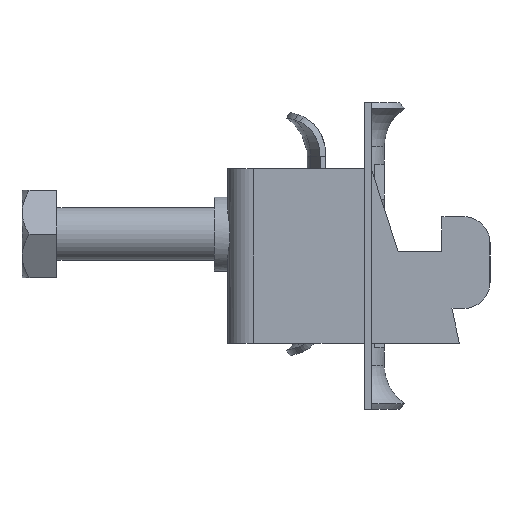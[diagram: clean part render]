
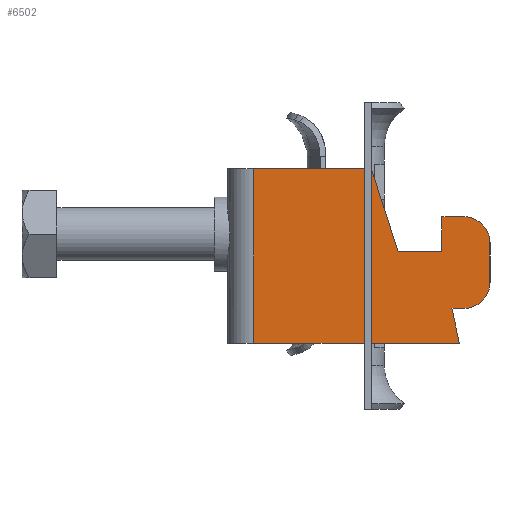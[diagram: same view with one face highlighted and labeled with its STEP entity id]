
A CAD part, left-side view. The second image highlights one B-rep face of the part: STEP entity #6502.
In plain terms, the highlighted planar face has unit normal (-1, 0, 0).
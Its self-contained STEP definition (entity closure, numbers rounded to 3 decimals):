
#13 = EDGE_CURVE ( 'NONE', #3480, #2990, #3789, .T. ) ;
#74 = CARTESIAN_POINT ( 'NONE',  ( -6., -24.5, 4.5 ) ) ;
#238 = CARTESIAN_POINT ( 'NONE',  ( -6., -24.5, 0.5 ) ) ;
#292 = LINE ( 'NONE', #4778, #5117 ) ;
#298 = EDGE_CURVE ( 'NONE', #5083, #2990, #4135, .T. ) ;
#325 = PLANE ( 'NONE',  #3225 ) ;
#329 = DIRECTION ( 'NONE',  ( 0., 0., 1. ) ) ;
#331 = DIRECTION ( 'NONE',  ( 0., 0.309, 0.951 ) ) ;
#358 = VERTEX_POINT ( 'NONE', #5270 ) ;
#368 = EDGE_CURVE ( 'NONE', #5480, #2659, #4293, .T. ) ;
#371 = ORIENTED_EDGE ( 'NONE', *, *, #298, .F. ) ;
#383 = CARTESIAN_POINT ( 'NONE',  ( -6., -27., 4.5 ) ) ;
#402 = VECTOR ( 'NONE', #5776, 1000. ) ;
#477 = CARTESIAN_POINT ( 'NONE',  ( -6., -25.65, -6. ) ) ;
#519 = ORIENTED_EDGE ( 'NONE', *, *, #3256, .T. ) ;
#656 = CARTESIAN_POINT ( 'NONE',  ( -6., 0., -10. ) ) ;
#688 = ORIENTED_EDGE ( 'NONE', *, *, #907, .T. ) ;
#737 = VECTOR ( 'NONE', #1184, 1000. ) ;
#833 = ORIENTED_EDGE ( 'NONE', *, *, #2115, .T. ) ;
#907 = EDGE_CURVE ( 'NONE', #1030, #2469, #3746, .T. ) ;
#960 = ORIENTED_EDGE ( 'NONE', *, *, #13, .T. ) ;
#1030 = VERTEX_POINT ( 'NONE', #383 ) ;
#1184 = DIRECTION ( 'NONE',  ( 0., 1., 0. ) ) ;
#1299 = VERTEX_POINT ( 'NONE', #4198 ) ;
#1311 = CIRCLE ( 'NONE', #1832, 3. ) ;
#1626 = ORIENTED_EDGE ( 'NONE', *, *, #2970, .T. ) ;
#1727 = VECTOR ( 'NONE', #331, 1000. ) ;
#1748 = ORIENTED_EDGE ( 'NONE', *, *, #6161, .T. ) ;
#1832 = AXIS2_PLACEMENT_3D ( 'NONE', #6436, #2840, #3902 ) ;
#1878 = FACE_OUTER_BOUND ( 'NONE', #3814, .T. ) ;
#2115 = EDGE_CURVE ( 'NONE', #2469, #4645, #5145, .T. ) ;
#2151 = LINE ( 'NONE', #656, #4914 ) ;
#2348 = CARTESIAN_POINT ( 'NONE',  ( -6., 0., 10. ) ) ;
#2392 = CARTESIAN_POINT ( 'NONE',  ( -6., -16.413, 10. ) ) ;
#2459 = CARTESIAN_POINT ( 'NONE',  ( -6., -3., 10. ) ) ;
#2469 = VERTEX_POINT ( 'NONE', #74 ) ;
#2567 = EDGE_CURVE ( 'NONE', #358, #1030, #1311, .T. ) ;
#2569 = CIRCLE ( 'NONE', #5850, 3. ) ;
#2594 = CARTESIAN_POINT ( 'NONE',  ( -6., -24.5, 0.5 ) ) ;
#2637 = CARTESIAN_POINT ( 'NONE',  ( -6., -16.413, 10. ) ) ;
#2651 = EDGE_CURVE ( 'NONE', #5083, #5480, #2151, .T. ) ;
#2659 = VERTEX_POINT ( 'NONE', #477 ) ;
#2827 = DIRECTION ( 'NONE',  ( 0., 1., 0. ) ) ;
#2840 = DIRECTION ( 'NONE',  ( -1., 0., 0. ) ) ;
#2848 = CARTESIAN_POINT ( 'NONE',  ( -6., -27., -6. ) ) ;
#2907 = VECTOR ( 'NONE', #4111, 1000. ) ;
#2954 = DIRECTION ( 'NONE',  ( 1., 0., 0. ) ) ;
#2970 = EDGE_CURVE ( 'NONE', #5789, #358, #4820, .T. ) ;
#2990 = VERTEX_POINT ( 'NONE', #2459 ) ;
#3031 = CARTESIAN_POINT ( 'NONE',  ( -6., -19.5, 0.5 ) ) ;
#3071 = ORIENTED_EDGE ( 'NONE', *, *, #2567, .T. ) ;
#3225 = AXIS2_PLACEMENT_3D ( 'NONE', #5924, #2954, #5959 ) ;
#3256 = EDGE_CURVE ( 'NONE', #2659, #4025, #292, .T. ) ;
#3480 = VERTEX_POINT ( 'NONE', #2637 ) ;
#3551 = ORIENTED_EDGE ( 'NONE', *, *, #6355, .T. ) ;
#3645 = DIRECTION ( 'NONE',  ( -1., 0., 0. ) ) ;
#3744 = CARTESIAN_POINT ( 'NONE',  ( -6., -3., 10. ) ) ;
#3746 = LINE ( 'NONE', #6178, #737 ) ;
#3747 = CARTESIAN_POINT ( 'NONE',  ( -6., -27., -3. ) ) ;
#3766 = DIRECTION ( 'NONE',  ( 0., 0.208, 0.978 ) ) ;
#3789 = LINE ( 'NONE', #2348, #5198 ) ;
#3814 = EDGE_LOOP ( 'NONE', ( #519, #4940, #1626, #3071, #688, #833, #3551, #1748, #960, #371, #4191, #6417 ) ) ;
#3902 = DIRECTION ( 'NONE',  ( 0., 1., 0. ) ) ;
#3936 = VECTOR ( 'NONE', #3766, 1000. ) ;
#4025 = VERTEX_POINT ( 'NONE', #2848 ) ;
#4111 = DIRECTION ( 'NONE',  ( 0., 1., 0. ) ) ;
#4135 = LINE ( 'NONE', #3744, #5619 ) ;
#4191 = ORIENTED_EDGE ( 'NONE', *, *, #2651, .T. ) ;
#4198 = CARTESIAN_POINT ( 'NONE',  ( -6., -19.5, 0.5 ) ) ;
#4293 = LINE ( 'NONE', #6300, #3936 ) ;
#4645 = VERTEX_POINT ( 'NONE', #238 ) ;
#4696 = CARTESIAN_POINT ( 'NONE',  ( -6., -3., -10. ) ) ;
#4722 = EDGE_CURVE ( 'NONE', #4025, #5789, #2569, .T. ) ;
#4778 = CARTESIAN_POINT ( 'NONE',  ( -6., -30., -6. ) ) ;
#4820 = LINE ( 'NONE', #4880, #5017 ) ;
#4880 = CARTESIAN_POINT ( 'NONE',  ( -6., -30., 0. ) ) ;
#4914 = VECTOR ( 'NONE', #6219, 1000. ) ;
#4915 = LINE ( 'NONE', #2392, #1727 ) ;
#4940 = ORIENTED_EDGE ( 'NONE', *, *, #4722, .T. ) ;
#4946 = CARTESIAN_POINT ( 'NONE',  ( -6., -26.5, -10. ) ) ;
#5017 = VECTOR ( 'NONE', #329, 1000. ) ;
#5083 = VERTEX_POINT ( 'NONE', #4696 ) ;
#5117 = VECTOR ( 'NONE', #5306, 1000. ) ;
#5138 = LINE ( 'NONE', #3031, #2907 ) ;
#5145 = LINE ( 'NONE', #2594, #402 ) ;
#5198 = VECTOR ( 'NONE', #2827, 1000. ) ;
#5270 = CARTESIAN_POINT ( 'NONE',  ( -6., -30., 1.5 ) ) ;
#5306 = DIRECTION ( 'NONE',  ( 0., -1., 0. ) ) ;
#5480 = VERTEX_POINT ( 'NONE', #4946 ) ;
#5619 = VECTOR ( 'NONE', #5761, 1000. ) ;
#5761 = DIRECTION ( 'NONE',  ( 0., 0., 1. ) ) ;
#5776 = DIRECTION ( 'NONE',  ( 0., 0., -1. ) ) ;
#5789 = VERTEX_POINT ( 'NONE', #6415 ) ;
#5850 = AXIS2_PLACEMENT_3D ( 'NONE', #3747, #3645, #6245 ) ;
#5924 = CARTESIAN_POINT ( 'NONE',  ( -6., 0., 0. ) ) ;
#5959 = DIRECTION ( 'NONE',  ( 0., 1., 0. ) ) ;
#6161 = EDGE_CURVE ( 'NONE', #1299, #3480, #4915, .T. ) ;
#6178 = CARTESIAN_POINT ( 'NONE',  ( -6., -24.5, 4.5 ) ) ;
#6219 = DIRECTION ( 'NONE',  ( 0., -1., 0. ) ) ;
#6245 = DIRECTION ( 'NONE',  ( 0., 1., 0. ) ) ;
#6300 = CARTESIAN_POINT ( 'NONE',  ( -6., -25.65, -6. ) ) ;
#6355 = EDGE_CURVE ( 'NONE', #4645, #1299, #5138, .T. ) ;
#6415 = CARTESIAN_POINT ( 'NONE',  ( -6., -30., -3. ) ) ;
#6417 = ORIENTED_EDGE ( 'NONE', *, *, #368, .T. ) ;
#6436 = CARTESIAN_POINT ( 'NONE',  ( -6., -27., 1.5 ) ) ;
#6502 = ADVANCED_FACE ( 'NONE', ( #1878 ), #325, .F. ) ;
